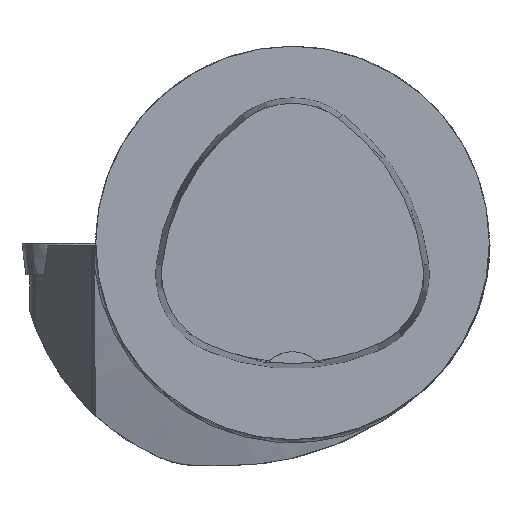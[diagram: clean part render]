
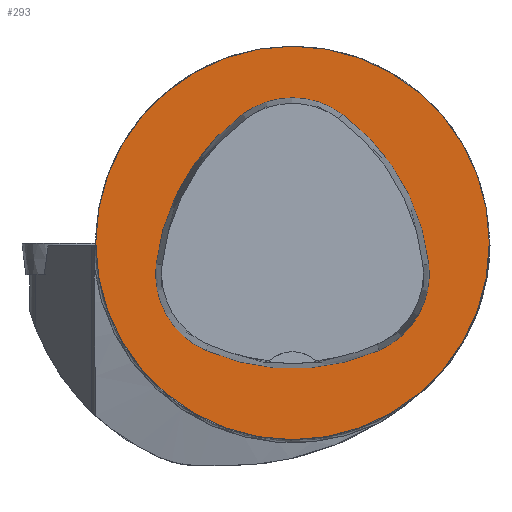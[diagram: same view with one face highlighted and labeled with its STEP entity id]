
A CAD part, top view. The second image highlights one B-rep face of the part: STEP entity #293.
In plain terms, the highlighted planar face has unit normal (0, 0, 1).
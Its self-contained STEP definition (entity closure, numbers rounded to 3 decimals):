
#293=ADVANCED_FACE('',(#362,#363),#327,.T.);
#327=PLANE('',#1064);
#362=FACE_BOUND('',#411,.T.);
#363=FACE_BOUND('',#412,.T.);
#411=EDGE_LOOP('',(#598,#599,#600,#601,#602,#603));
#412=EDGE_LOOP('',(#604));
#598=ORIENTED_EDGE('',*,*,#853,.T.);
#599=ORIENTED_EDGE('',*,*,#833,.T.);
#600=ORIENTED_EDGE('',*,*,#837,.T.);
#601=ORIENTED_EDGE('',*,*,#840,.T.);
#602=ORIENTED_EDGE('',*,*,#843,.T.);
#603=ORIENTED_EDGE('',*,*,#851,.T.);
#604=ORIENTED_EDGE('',*,*,#821,.F.);
#724=VERTEX_POINT('',#1680);
#735=VERTEX_POINT('',#1734);
#736=VERTEX_POINT('',#1735);
#739=VERTEX_POINT('',#1743);
#741=VERTEX_POINT('',#1749);
#743=VERTEX_POINT('',#1755);
#750=VERTEX_POINT('',#1776);
#821=EDGE_CURVE('',#724,#724,#885,.T.);
#833=EDGE_CURVE('',#735,#736,#886,.T.);
#837=EDGE_CURVE('',#736,#739,#888,.T.);
#840=EDGE_CURVE('',#739,#741,#890,.T.);
#843=EDGE_CURVE('',#741,#743,#892,.T.);
#851=EDGE_CURVE('',#743,#750,#896,.T.);
#853=EDGE_CURVE('',#750,#735,#898,.T.);
#885=CIRCLE('',#1035,40.);
#886=CIRCLE('',#1042,44.);
#888=CIRCLE('',#1045,17.);
#890=CIRCLE('',#1048,44.);
#892=CIRCLE('',#1051,17.);
#896=CIRCLE('',#1056,44.);
#898=CIRCLE('',#1059,17.);
#1035=AXIS2_PLACEMENT_3D('',#1679,#1221,#1222);
#1042=AXIS2_PLACEMENT_3D('',#1733,#1239,#1240);
#1045=AXIS2_PLACEMENT_3D('',#1742,#1247,#1248);
#1048=AXIS2_PLACEMENT_3D('',#1748,#1254,#1255);
#1051=AXIS2_PLACEMENT_3D('',#1754,#1261,#1262);
#1056=AXIS2_PLACEMENT_3D('',#1777,#1273,#1274);
#1059=AXIS2_PLACEMENT_3D('',#1780,#1279,#1280);
#1064=AXIS2_PLACEMENT_3D('',#1785,#1289,#1290);
#1221=DIRECTION('',(0.,0.,-1.));
#1222=DIRECTION('',(-1.,0.,0.));
#1239=DIRECTION('',(0.,0.,-1.));
#1240=DIRECTION('',(-1.,0.,0.));
#1247=DIRECTION('',(0.,0.,-1.));
#1248=DIRECTION('',(-1.,0.,0.));
#1254=DIRECTION('',(0.,0.,-1.));
#1255=DIRECTION('',(-1.,0.,0.));
#1261=DIRECTION('',(0.,0.,-1.));
#1262=DIRECTION('',(-1.,0.,0.));
#1273=DIRECTION('',(0.,0.,-1.));
#1274=DIRECTION('',(-1.,0.,0.));
#1279=DIRECTION('',(0.,0.,-1.));
#1280=DIRECTION('',(-1.,0.,0.));
#1289=DIRECTION('',(0.,0.,1.));
#1290=DIRECTION('',(1.,0.,0.));
#1679=CARTESIAN_POINT('',(0.,0.,
0.));
#1680=CARTESIAN_POINT('',(-40.,0.,0.));
#1733=CARTESIAN_POINT('',(16.01,-9.224,0.));
#1734=CARTESIAN_POINT('',(-27.722,-4.378,0.));
#1735=CARTESIAN_POINT('',(-10.119,26.178,0.));
#1742=CARTESIAN_POINT('',(-0.023,12.5,0.));
#1743=CARTESIAN_POINT('',(10.049,26.194,0.));
#1748=CARTESIAN_POINT('',(-16.021,-9.25,0.));
#1749=CARTESIAN_POINT('',(27.71,-4.394,0.));
#1754=CARTESIAN_POINT('',(10.814,-6.27,0.));
#1755=CARTESIAN_POINT('',(17.611,-21.852,0.));
#1776=CARTESIAN_POINT('',(-17.652,-21.819,0.));
#1777=CARTESIAN_POINT('',(0.017,18.477,0.));
#1780=CARTESIAN_POINT('',(-10.825,-6.25,0.));
#1785=CARTESIAN_POINT('',(0.,0.,
0.));
